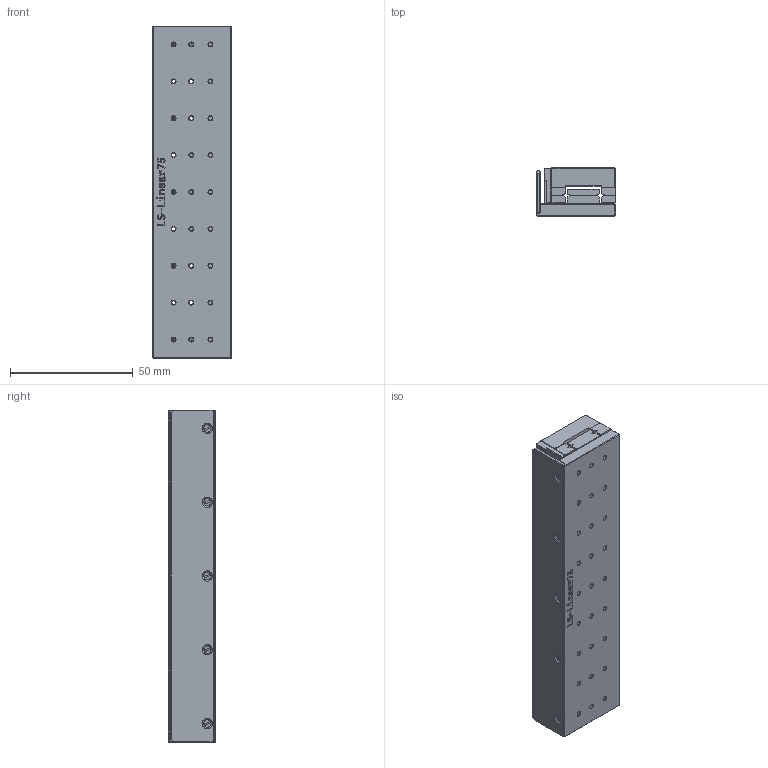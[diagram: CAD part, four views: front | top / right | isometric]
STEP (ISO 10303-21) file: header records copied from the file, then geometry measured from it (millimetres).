
FILE_DESCRIPTION (( 'STEP AP203' ), '1' );
FILE_NAME ('LS-Linear75-web.STEP', '2024-12-23T06:36:58', ( '' ), ( '' ), 'SwSTEP 2.0', 'SolidWorks 2020', '' );
FILE_SCHEMA (( 'CONFIG_CONTROL_DESIGN' ));
Length unit declared in the file: millimetre
Products named in the file (11): 葩璃 VR2-135_2^LS-Linear75-web; LS-Linear75-web; 不锈钢-扁头-内六角螺栓_M2*5-D4-T2; 葩璃 萇芃裔-135^LS-Linear75-web; 葩璃 m2-D3L3.5T0.6^LS-Linear75-web; 葩璃 Top_1-135^LS-Linear75-web; 葩璃 萇郯釱-135^LS-Linear75-web; 葩璃 Cover_2-135^LS-Linear75-web; 葩璃 Cover_1_thin^LS-Linear75-web; 葩璃 VR2-135^LS-Linear75-web; 葩璃 Base_1-135^LS-Linear75-web
Assembly tree (24 placements, depth 2):
  LS-Linear75-web
    葩璃 VR2-135_2^LS-Linear75-web
    葩璃 VR2-135^LS-Linear75-web  x2
    葩璃 Base_1-135^LS-Linear75-web
    葩璃 Cover_1_thin^LS-Linear75-web
    葩璃 Cover_2-135^LS-Linear75-web
    葩璃 萇郯釱-135^LS-Linear75-web
    葩璃 Top_1-135^LS-Linear75-web
    葩璃 萇芃裔-135^LS-Linear75-web
    葩璃 m2-D3L3.5T0.6^LS-Linear75-web  x10
    不锈钢-扁头-内六角螺栓_M2*5-D4-T2  x5
Bounding box: 32 x 19.5 x 135 mm (x, y, z)
Volume: 69091.8 mm3; surface area: 48464.7 mm2
Topology: 24 solids, 24 shells, 1362 faces, 3311 edges, 2019 vertices
Faces by surface type: plane 559, cylinder 407, cone 314, bspline 62, torus 20
Entity records: 36586 total; most frequent: CARTESIAN_POINT 9723, DIRECTION 5313, ORIENTED_EDGE 5170, EDGE_CURVE 2585, AXIS2_PLACEMENT_3D 1875, VERTEX_POINT 1574, LINE 1563, VECTOR 1563
